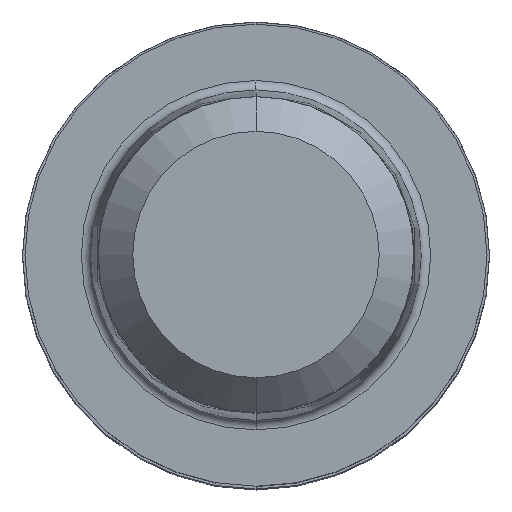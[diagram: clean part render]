
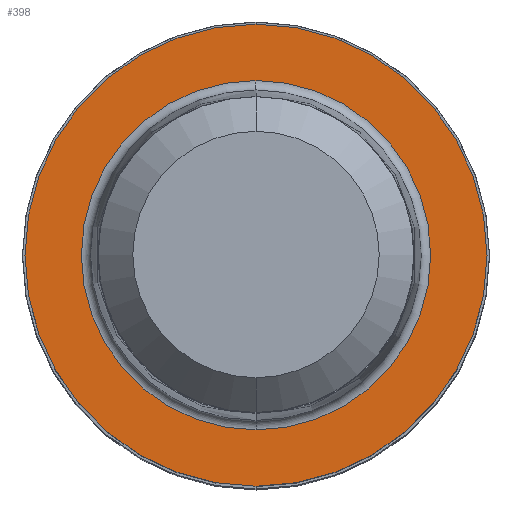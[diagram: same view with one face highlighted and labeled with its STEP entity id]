
A CAD part, top view. The second image highlights one B-rep face of the part: STEP entity #398.
In plain terms, the highlighted planar face has unit normal (0, 0, 1).
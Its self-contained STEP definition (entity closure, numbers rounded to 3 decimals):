
#170=VERTEX_POINT('',#460);
#216=EDGE_CURVE('',#408,#170,#510,.T.);
#284=EDGE_CURVE('',#170,#408,#586,.T.);
#362=VERTEX_POINT('',#674);
#374=EDGE_CURVE('',#362,#384,#688,.T.);
#384=VERTEX_POINT('',#699);
#398=ADVANCED_FACE('',(#718,#719),#720,.T.);
#408=VERTEX_POINT('',#731);
#432=EDGE_CURVE('',#384,#362,#759,.T.);
#460=CARTESIAN_POINT('',(0.,-5.935,0.01));
#510=CIRCLE('',#844,5.935);
#586=CIRCLE('',#945,5.935);
#674=CARTESIAN_POINT('',(0.0,7.85,0.01));
#688=CIRCLE('',#1076,7.85);
#699=CARTESIAN_POINT('',(0.,-7.85,0.01));
#718=FACE_OUTER_BOUND('',#1107,.T.);
#719=FACE_BOUND('',#1108,.T.);
#720=PLANE('',#1109);
#731=CARTESIAN_POINT('',(0.0,5.935,0.01));
#759=CIRCLE('',#1160,7.85);
#844=AXIS2_PLACEMENT_3D('',#1224,#1225,#1226);
#945=AXIS2_PLACEMENT_3D('',#1326,#1327,#1328);
#1076=AXIS2_PLACEMENT_3D('',#1462,#1463,#1464);
#1107=EDGE_LOOP('',(#1506,#1507));
#1108=EDGE_LOOP('',(#1508,#1509));
#1109=AXIS2_PLACEMENT_3D('',#1510,#1511,#1512);
#1160=AXIS2_PLACEMENT_3D('',#1563,#1564,#1565);
#1224=CARTESIAN_POINT('',(0.0,0.0,0.01));
#1225=DIRECTION('',(0.0,0.0,-1.0));
#1226=DIRECTION('',(0.0,1.0,0.0));
#1326=CARTESIAN_POINT('',(0.0,0.0,0.01));
#1327=DIRECTION('',(0.0,0.0,-1.0));
#1328=DIRECTION('',(0.0,1.0,0.0));
#1462=CARTESIAN_POINT('',(0.0,0.0,0.01));
#1463=DIRECTION('',(0.0,0.0,-1.0));
#1464=DIRECTION('',(0.0,1.0,0.0));
#1506=ORIENTED_EDGE('',*,*,#374,.F.);
#1507=ORIENTED_EDGE('',*,*,#432,.F.);
#1508=ORIENTED_EDGE('',*,*,#216,.T.);
#1509=ORIENTED_EDGE('',*,*,#284,.T.);
#1510=CARTESIAN_POINT('',(0.0,3.925,0.01));
#1511=DIRECTION('',(-0.0,0.0,1.0));
#1512=DIRECTION('',(0.0,-1.0,0.0));
#1563=CARTESIAN_POINT('',(0.0,0.0,0.01));
#1564=DIRECTION('',(0.0,0.0,-1.0));
#1565=DIRECTION('',(0.0,1.0,0.0));
